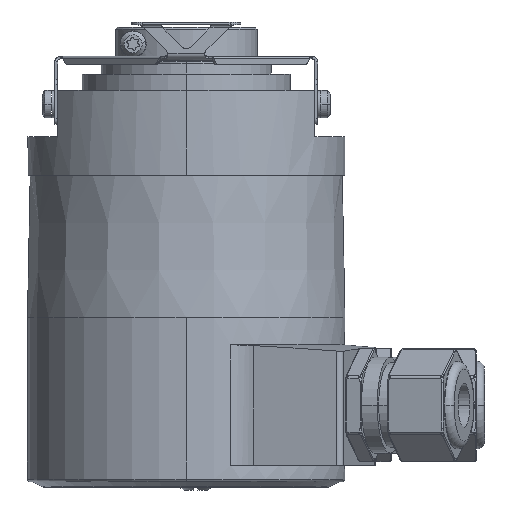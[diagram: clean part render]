
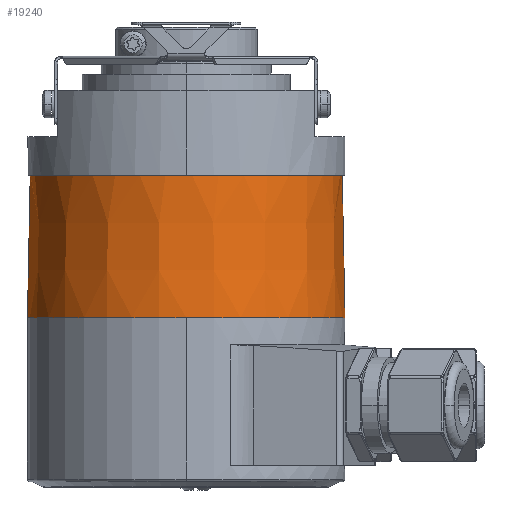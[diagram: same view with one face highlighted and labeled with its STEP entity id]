
A CAD part, left-side view. The second image highlights one B-rep face of the part: STEP entity #19240.
In plain terms, the highlighted conical face has half-angle 1.102 degrees and reference radius 28.75 mm.
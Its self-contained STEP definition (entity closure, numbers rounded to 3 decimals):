
#1173=CARTESIAN_POINT('',(0.,0.,-16.));
#1174=DIRECTION('',(0.,0.,1.));
#1175=DIRECTION('',(-1.,0.,0.));
#1176=AXIS2_PLACEMENT_3D('',#1173,#1174,#1175);
#1201=CARTESIAN_POINT('',(0.,0.,-16.));
#1202=DIRECTION('',(0.,0.,1.));
#1203=DIRECTION('',(0.,1.,0.));
#1204=AXIS2_PLACEMENT_3D('',#1201,#1202,#1203);
#1944=DIRECTION('',(0.,0.019,-1.));
#1945=VECTOR('',#1944,26.005);
#1946=CARTESIAN_POINT('',(0.,28.5,10.));
#1947=LINE('',#1946,#1945);
#1948=DIRECTION('',(0.,-0.019,-1.));
#1949=VECTOR('',#1948,26.005);
#1950=CARTESIAN_POINT('',(0.,-28.5,10.));
#1951=LINE('',#1950,#1949);
#1952=CARTESIAN_POINT('',(0.,0.,10.));
#1953=DIRECTION('',(0.,0.,1.));
#1954=DIRECTION('',(-0.076,0.997,0.));
#1955=AXIS2_PLACEMENT_3D('',#1952,#1953,#1954);
#1962=CARTESIAN_POINT('',(0.,0.,10.));
#1963=DIRECTION('',(0.,0.,1.));
#1964=DIRECTION('',(0.,1.,0.));
#1965=AXIS2_PLACEMENT_3D('',#1962,#1963,#1964);
#14900=CARTESIAN_POINT('',(0.,29.,-16.));
#14901=CARTESIAN_POINT('',(-29.,0.,-16.));
#14902=VERTEX_POINT('',#14900);
#14903=VERTEX_POINT('',#14901);
#14906=CARTESIAN_POINT('',(0.,-29.,-16.));
#14907=VERTEX_POINT('',#14906);
#14908=CARTESIAN_POINT('',(0.,28.5,10.));
#14909=VERTEX_POINT('',#14908);
#14930=CARTESIAN_POINT('',(-2.16,28.418,10.));
#14931=CARTESIAN_POINT('',(0.,-28.5,10.));
#14932=VERTEX_POINT('',#14930);
#14933=VERTEX_POINT('',#14931);
#19226=CARTESIAN_POINT('',(0.,0.,-3.));
#19227=DIRECTION('',(0.,0.,-1.));
#19228=DIRECTION('',(0.,-1.,0.));
#19229=AXIS2_PLACEMENT_3D('',#19226,#19227,#19228);
#19230=CONICAL_SURFACE('',#19229,28.75,1.102);
#19231=ORIENTED_EDGE('',*,*,#19210,.T.);
#19232=ORIENTED_EDGE('',*,*,#19200,.T.);
#19233=ORIENTED_EDGE('',*,*,#18070,.F.);
#19234=ORIENTED_EDGE('',*,*,#18096,.F.);
#19235=ORIENTED_EDGE('',*,*,#19196,.F.);
#19237=ORIENTED_EDGE('',*,*,#19236,.T.);
#19238=EDGE_LOOP('',(#19231,#19232,#19233,#19234,#19235,#19237));
#19239=FACE_OUTER_BOUND('',#19238,.F.);
#1177=CIRCLE('',#1176,29.);
#1205=CIRCLE('',#1204,29.);
#1956=CIRCLE('',#1955,28.5);
#1966=CIRCLE('',#1965,28.5);
#18070=EDGE_CURVE('',#14903,#14907,#1177,.T.);
#18096=EDGE_CURVE('',#14902,#14903,#1205,.T.);
#19196=EDGE_CURVE('',#14909,#14902,#1947,.T.);
#19200=EDGE_CURVE('',#14933,#14907,#1951,.T.);
#19210=EDGE_CURVE('',#14932,#14933,#1956,.T.);
#19236=EDGE_CURVE('',#14909,#14932,#1966,.T.);
#19240=ADVANCED_FACE('',(#19239),#19230,.T.);
